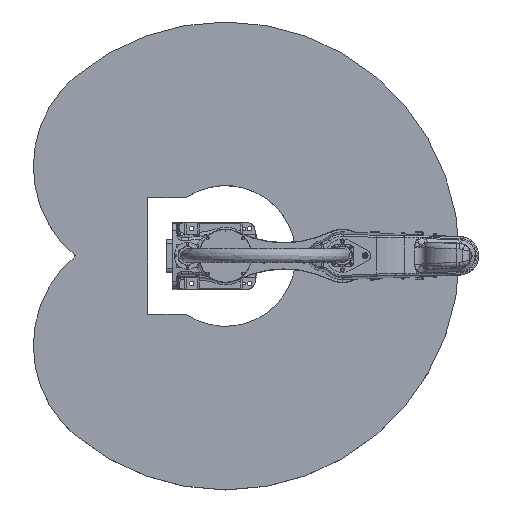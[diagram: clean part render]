
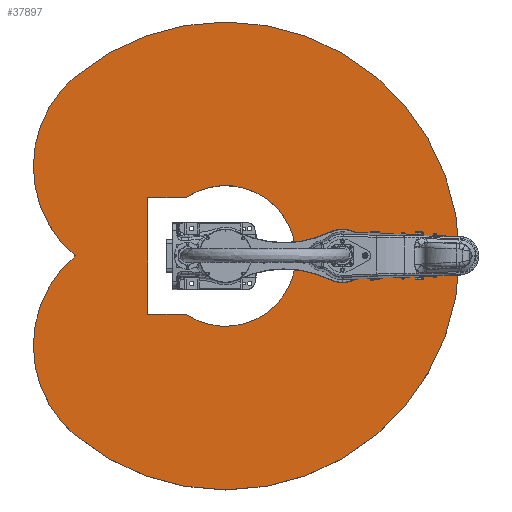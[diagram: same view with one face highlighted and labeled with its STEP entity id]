
A CAD part, top view. The second image highlights one B-rep face of the part: STEP entity #37897.
In plain terms, the highlighted planar face has unit normal (0, 0, 1).
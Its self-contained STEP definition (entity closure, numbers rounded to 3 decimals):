
#1986=FACE_BOUND('',#12070,.T.);
#4232=LINE('',#78005,#6160);
#4236=LINE('',#78012,#6164);
#4239=LINE('',#78018,#6167);
#6160=VECTOR('',#51330,10.);
#6164=VECTOR('',#51336,10.);
#6167=VECTOR('',#51341,10.);
#7211=PLANE('',#42002);
#9366=FACE_OUTER_BOUND('',#12069,.T.);
#12069=EDGE_LOOP('',(#32182,#32183,#32184));
#12070=EDGE_LOOP('',(#32185,#32186,#32187,#32188));
#14028=CIRCLE('',#42003,350.);
#14029=CIRCLE('',#42004,700.);
#14030=CIRCLE('',#42005,350.);
#14031=CIRCLE('',#42006,210.494);
#17567=VERTEX_POINT('',#78002);
#17568=VERTEX_POINT('',#78004);
#17570=VERTEX_POINT('',#78010);
#17572=VERTEX_POINT('',#78016);
#17573=VERTEX_POINT('',#78020);
#17574=VERTEX_POINT('',#78021);
#17575=VERTEX_POINT('',#78023);
#22493=EDGE_CURVE('',#17568,#17567,#4232,.T.);
#22497=EDGE_CURVE('',#17567,#17570,#4236,.T.);
#22500=EDGE_CURVE('',#17570,#17572,#4239,.T.);
#22501=EDGE_CURVE('',#17573,#17574,#14028,.T.);
#22502=EDGE_CURVE('',#17574,#17575,#14029,.T.);
#22503=EDGE_CURVE('',#17575,#17573,#14030,.T.);
#22504=EDGE_CURVE('',#17572,#17568,#14031,.T.);
#32182=ORIENTED_EDGE('',*,*,#22501,.T.);
#32183=ORIENTED_EDGE('',*,*,#22502,.T.);
#32184=ORIENTED_EDGE('',*,*,#22503,.T.);
#32185=ORIENTED_EDGE('',*,*,#22493,.T.);
#32186=ORIENTED_EDGE('',*,*,#22497,.T.);
#32187=ORIENTED_EDGE('',*,*,#22500,.T.);
#32188=ORIENTED_EDGE('',*,*,#22504,.T.);
#37897=ADVANCED_FACE('',(#9366,#1986),#7211,.T.);
#42002=AXIS2_PLACEMENT_3D('',#78019,#51342,#51343);
#42003=AXIS2_PLACEMENT_3D('',#78022,#51344,#51345);
#42004=AXIS2_PLACEMENT_3D('',#78024,#51346,#51347);
#42005=AXIS2_PLACEMENT_3D('',#78025,#51348,#51349);
#42006=AXIS2_PLACEMENT_3D('',#78026,#51350,#51351);
#51330=DIRECTION('',(-1.,0.,0.));
#51336=DIRECTION('',(0.,1.,0.));
#51341=DIRECTION('',(1.,0.,0.));
#51342=DIRECTION('center_axis',(0.,0.,1.));
#51343=DIRECTION('ref_axis',(1.,0.,0.));
#51344=DIRECTION('center_axis',(0.,0.,1.));
#51345=DIRECTION('ref_axis',(0.643,-0.766,0.));
#51346=DIRECTION('center_axis',(0.,0.,1.));
#51347=DIRECTION('ref_axis',(0.643,0.766,0.));
#51348=DIRECTION('center_axis',(0.,0.,1.));
#51349=DIRECTION('ref_axis',(0.643,-0.766,0.));
#51350=DIRECTION('center_axis',(0.,0.,-1.));
#51351=DIRECTION('ref_axis',(-1.,0.,0.));
#78002=CARTESIAN_POINT('',(-233.,-175.,150.));
#78004=CARTESIAN_POINT('',(-116.973,-175.,150.));
#78005=CARTESIAN_POINT('',(48.925,-175.,150.));
#78010=CARTESIAN_POINT('',(-233.,175.,150.));
#78012=CARTESIAN_POINT('',(-233.,-87.5,150.));
#78016=CARTESIAN_POINT('',(-116.973,175.,150.));
#78018=CARTESIAN_POINT('',(-105.075,175.,150.));
#78019=CARTESIAN_POINT('Origin',(22.851,0.,
150.));
#78020=CARTESIAN_POINT('',(-449.951,0.,150.));
#78021=CARTESIAN_POINT('',(-449.951,-536.231,150.));
#78022=CARTESIAN_POINT('Origin',(-224.976,-268.116,150.));
#78023=CARTESIAN_POINT('',(-449.951,536.231,150.));
#78024=CARTESIAN_POINT('Origin',(0.,0.,150.));
#78025=CARTESIAN_POINT('Origin',(-224.976,268.116,150.));
#78026=CARTESIAN_POINT('Origin',(0.,0.,150.));
